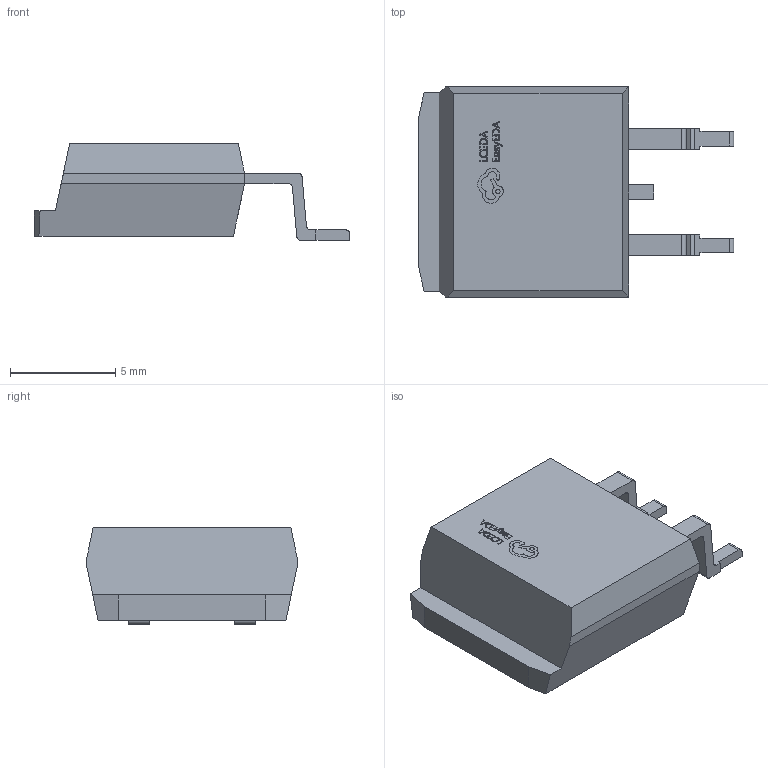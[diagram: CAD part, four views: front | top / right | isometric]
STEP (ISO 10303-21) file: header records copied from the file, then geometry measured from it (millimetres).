
FILE_DESCRIPTION (( 'STEP AP214' ), '1' );
FILE_NAME ('PG-TO263-3_L10.3-W9.4-H4.6-P2.54-BR.step', '2022-07-08T08:34:59', ( '' ), ( '' ), 'SwSTEP 2.0', 'SolidWorks 2020', '' );
FILE_SCHEMA (( 'AUTOMOTIVE_DESIGN' ));
Length unit declared in the file: millimetre
Products named in the file (1): PG-TO263-3_L10.3-W9.4-H4.6-P2.54-BR
Bounding box: 15 x 10 x 4.6 mm (x, y, z)
Volume: 380.2 mm3; surface area: 379.3 mm2
Topology: 1 solids, 1 shells, 350 faces, 950 edges, 628 vertices
Faces by surface type: plane 226, bspline 114, cylinder 10
Entity records: 14961 total; most frequent: CARTESIAN_POINT 4291, ORIENTED_EDGE 1900, DIRECTION 1212, EDGE_CURVE 950, VECTOR 698, LINE 698, VERTEX_POINT 628, EDGE_LOOP 376
